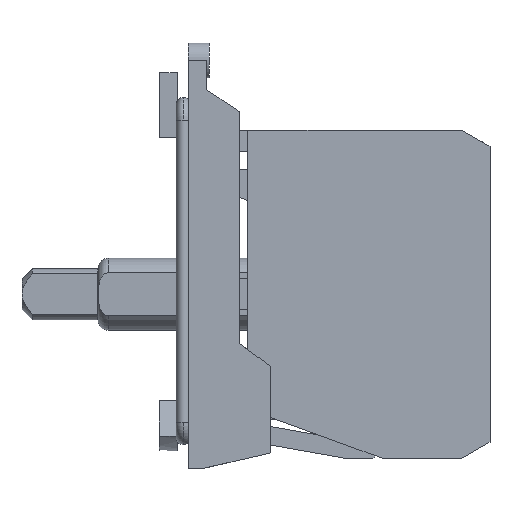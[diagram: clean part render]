
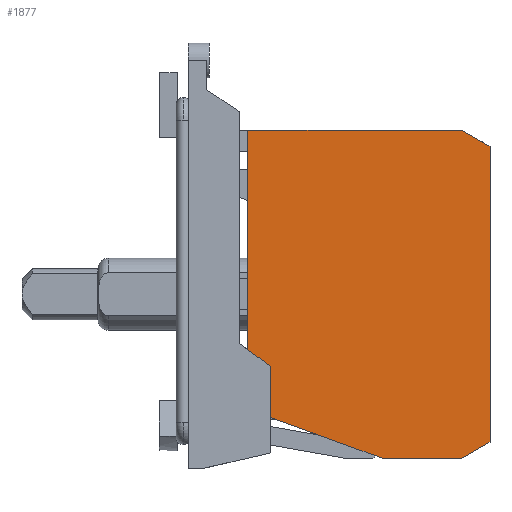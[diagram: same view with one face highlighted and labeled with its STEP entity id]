
A CAD part, front view. The second image highlights one B-rep face of the part: STEP entity #1877.
In plain terms, the highlighted planar face has unit normal (0, -1, 0).
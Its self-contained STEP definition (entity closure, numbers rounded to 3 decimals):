
#1140=CARTESIAN_POINT('POINT2360',(18.996,-14.787
   ,-15.999));
#1141=VERTEX_POINT('VERTEX2360',#1140);
#1158=CARTESIAN_POINT('POINT2363',(26.634,-14.787
   ,-15.999));
#1159=VERTEX_POINT('VERTEX2363',#1158);
#1166=CARTESIAN_POINT('POS3948',(17.607,-14.787,
   -15.999));
#1167=DIRECTION('DIR5505',(1.,0.,
   0.));
#1168=VECTOR('VEC2391',#1167,25.4);
#1169=LINE('STRAIGHT2391',#1166,#1168);
#1170=EDGE_CURVE('EDGE3607',#1141,#1159,#1169,.T.);
#1180=CARTESIAN_POINT('POINT2364',(29.406,-14.787,
   -14.4));
#1181=VERTEX_POINT('VERTEX2364',#1180);
#1182=CARTESIAN_POINT('POS3950',(24.635,-14.787,
   -17.154));
#1183=DIRECTION('DIR5508',(0.866,0.,
   0.5));
#1184=VECTOR('VEC2392',#1183,25.4);
#1185=LINE('STRAIGHT2392',#1182,#1184);
#1186=EDGE_CURVE('EDGE3608',#1159,#1181,#1185,.T.);
#1228=CARTESIAN_POINT('POINT2367',(29.406,-14.787,
   14.4));
#1229=VERTEX_POINT('VERTEX2367',#1228);
#1236=CARTESIAN_POINT('POS3956',(29.406,-14.787,
   0.));
#1237=DIRECTION('DIR5515',(0.,0.
   ,-1.));
#1238=VECTOR('VEC2397',#1237,25.4);
#1239=LINE('STRAIGHT2397',#1236,#1238);
#1240=EDGE_CURVE('EDGE3613',#1229,#1181,#1239,.T.);
#1253=CARTESIAN_POINT('POINT2368',(26.634,-14.787
   ,15.999));
#1254=VERTEX_POINT('VERTEX2368',#1253);
#1261=CARTESIAN_POINT('POS3959',(24.635,-14.787,
   17.154));
#1262=DIRECTION('DIR5519',(-0.866,0.,
   0.5));
#1263=VECTOR('VEC2399',#1262,25.4);
#1264=LINE('STRAIGHT2399',#1261,#1263);
#1265=EDGE_CURVE('EDGE3615',#1229,#1254,#1264,.T.);
#1296=CARTESIAN_POINT('POINT2371',(5.809,-14.787,
   15.999));
#1297=VERTEX_POINT('VERTEX2371',#1296);
#1304=CARTESIAN_POINT('POS3964',(17.607,-14.787,
   15.999));
#1305=DIRECTION('DIR5525',(1.,0.,
   0.));
#1306=VECTOR('VEC2403',#1305,25.4);
#1307=LINE('STRAIGHT2403',#1304,#1306);
#1308=EDGE_CURVE('EDGE3620',#1297,#1254,#1307,.T.);
#1835=CARTESIAN_POINT('POINT2412',(8.,-14.787
   ,-7.018));
#1836=VERTEX_POINT('VERTEX2412',#1835);
#1837=CARTESIAN_POINT('POINT2413',(8.,-14.787
   ,-11.997));
#1838=VERTEX_POINT('VERTEX2413',#1837);
#1839=CARTESIAN_POINT('POS4030',(8.,-14.787,
   -3.509));
#1840=DIRECTION('DIR5606',(0.,0.
   ,-1.));
#1841=VECTOR('VEC2454',#1840,25.4);
#1842=LINE('STRAIGHT2454',#1839,#1841);
#1843=EDGE_CURVE('EDGE3672',#1836,#1838,#1842,.T.);
#1844=ORIENTED_EDGE('COEDGE7260',*,*,#1843,.T.);
#1845=CARTESIAN_POINT('POS4031',(12.977,-14.787,
   -13.809));
#1846=DIRECTION('DIR5607',(0.94,0.,
   -0.342));
#1847=VECTOR('VEC2455',#1846,25.4);
#1848=LINE('STRAIGHT2455',#1845,#1847);
#1849=EDGE_CURVE('EDGE3673',#1838,#1141,#1848,.T.);
#1850=ORIENTED_EDGE('COEDGE7261',*,*,#1849,.T.);
#1851=ORIENTED_EDGE('COEDGE7262',*,*,#1170,.T.);
#1852=ORIENTED_EDGE('COEDGE7263',*,*,#1186,.T.);
#1853=ORIENTED_EDGE('COEDGE7264',*,*,#1240,.F.);
#1854=ORIENTED_EDGE('COEDGE7265',*,*,#1265,.T.);
#1855=ORIENTED_EDGE('COEDGE7266',*,*,#1308,.F.);
#1856=CARTESIAN_POINT('POINT2414',(5.809,-14.787,
   -5.387));
#1857=VERTEX_POINT('VERTEX2414',#1856);
#1858=CARTESIAN_POINT('POS4032',(5.809,-14.787,
   0.));
#1859=DIRECTION('DIR5608',(0.,0.,
   1.));
#1860=VECTOR('VEC2456',#1859,25.4);
#1861=LINE('STRAIGHT2456',#1858,#1860);
#1862=EDGE_CURVE('EDGE3674',#1857,#1297,#1861,.T.);
#1863=ORIENTED_EDGE('COEDGE7267',*,*,#1862,.F.);
#1864=CARTESIAN_POINT('POS4033',(7.91,-14.787,
   -6.951));
#1865=DIRECTION('DIR5609',(0.802,0.,
   -0.597));
#1866=VECTOR('VEC2457',#1865,25.4);
#1867=LINE('STRAIGHT2457',#1864,#1866);
#1868=EDGE_CURVE('EDGE3675',#1857,#1836,#1867,.T.);
#1869=ORIENTED_EDGE('COEDGE7268',*,*,#1868,.T.);
#1870=EDGE_LOOP('NONE',(#1844,#1850,#1851,#1852,#1853,#1854,#1855,#1863,
   #1869));
#1871=FACE_BOUND('LOOP1',#1870,.T.);
#1872=CARTESIAN_POINT('POS4034',(17.607,-14.787,
   0.));
#1873=DIRECTION('DIR5610',(0.,1.,
   0.));
#1874=DIRECTION('DIR5611',(1.,0.,
   0.));
#1875=AXIS2_PLACEMENT_3D('AXIS1577',#1872,#1873,#1874);
#1876=PLANE('PLANE815',#1875);
#1877=ADVANCED_FACE('FACE1290',(#1871),#1876,.F.);
